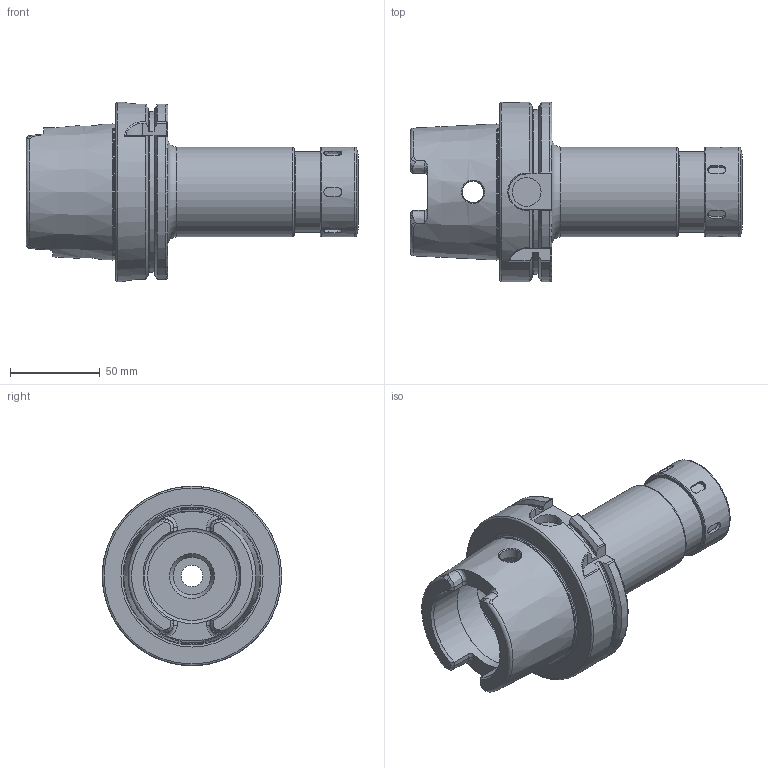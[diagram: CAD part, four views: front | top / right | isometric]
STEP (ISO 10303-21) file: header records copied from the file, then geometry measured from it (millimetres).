
FILE_DESCRIPTION(/* description */ (''),/* implementation_level */ '2;1');
FILE_NAME(/* name */ 'HSK100A-SX25M-135.stp',/* time_stamp */ '2019-06-20T11:57:02-05:00',/* author */ ('ldfli'),/* organization */ ('Pioneer N.A.'),/* preprocessor_version */ 'ST-DEVELOPER v18',/* originating_system */ 'Autodesk Inventor LT',/* authorisation */ '');
FILE_SCHEMA (('AUTOMOTIVE_DESIGN { 1 0 10303 214 3 1 1 }'));
Length unit declared in the file: millimetre
Products named in the file (1): HSK100A-SX25M-135
Bounding box: 185 x 100 x 100 mm (x, y, z)
Volume: 383691.6 mm3; surface area: 80425.1 mm2
Topology: 2 solids, 2 shells, 218 faces, 619 edges, 419 vertices
Faces by surface type: plane 79, cylinder 46, bspline 46, torus 26, cone 21
Full cylindrical faces by diameter (mm): 10 x1, 12 x3, 16 x1, 21 x1, 25.835 x1, 26 x1, 29 x1, 29.67 x1, 32.2 x1, 43.5 x1, 45 x1, 45.5 x1, 50 x2, 53 x2, 63 x1, 75.519 x1, 100 x1
Entity records: 10364 total; most frequent: CARTESIAN_POINT 4896, ORIENTED_EDGE 1242, DIRECTION 1008, EDGE_CURVE 621, VERTEX_POINT 421, AXIS2_PLACEMENT_3D 393, EDGE_LOOP 240, LINE 222
